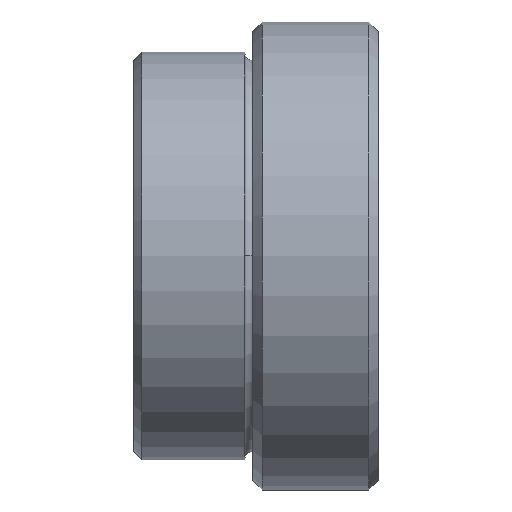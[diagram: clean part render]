
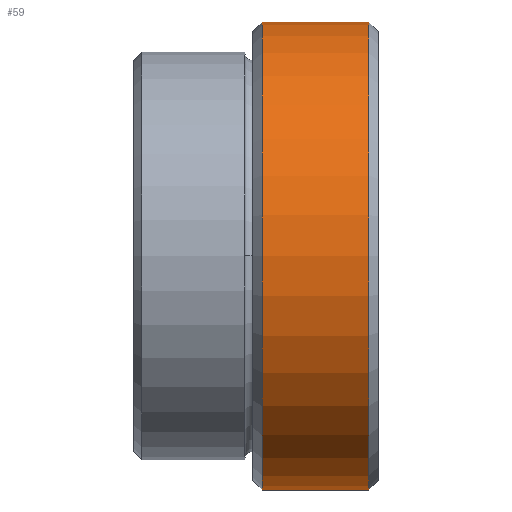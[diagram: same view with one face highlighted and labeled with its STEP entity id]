
A CAD part, top view. The second image highlights one B-rep face of the part: STEP entity #59.
In plain terms, the highlighted cylindrical face has radius 20.1 mm (diameter 40.2 mm), a partial arc.
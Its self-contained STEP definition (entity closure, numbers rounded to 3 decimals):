
#59=ADVANCED_FACE('',(#135),#136,.T.);
#135=FACE_OUTER_BOUND('',#226,.T.);
#136=CYLINDRICAL_SURFACE('',#227,20.1);
#226=EDGE_LOOP('',(#331,#332,#333,#334));
#227=AXIS2_PLACEMENT_3D('',#335,#336,#337);
#331=ORIENTED_EDGE('',*,*,#539,.F.);
#332=ORIENTED_EDGE('',*,*,#532,.T.);
#333=ORIENTED_EDGE('',*,*,#540,.F.);
#334=ORIENTED_EDGE('',*,*,#541,.F.);
#335=CARTESIAN_POINT('',(15.61,0.0,0.0));
#336=DIRECTION('',(1.0,0.0,0.0));
#337=DIRECTION('',(0.0,1.0,0.0));
#532=EDGE_CURVE('',#622,#626,#628,.T.);
#539=EDGE_CURVE('',#622,#639,#640,.T.);
#540=EDGE_CURVE('',#641,#626,#642,.T.);
#541=EDGE_CURVE('',#639,#641,#643,.T.);
#622=VERTEX_POINT('',#739);
#626=VERTEX_POINT('',#744);
#628=CIRCLE('',#747,20.1);
#639=VERTEX_POINT('',#758);
#640=LINE('',#759,#760);
#641=VERTEX_POINT('',#761);
#642=LINE('',#762,#763);
#643=CIRCLE('',#764,20.1);
#739=CARTESIAN_POINT('',(11.024,20.1,0.0));
#744=CARTESIAN_POINT('',(11.024,-20.1,0.));
#747=AXIS2_PLACEMENT_3D('',#878,#879,#880);
#758=CARTESIAN_POINT('',(20.196,20.1,0.0));
#759=CARTESIAN_POINT('',(15.61,20.1,0.));
#760=VECTOR('',#893,1.0);
#761=CARTESIAN_POINT('',(20.196,-20.1,0.));
#762=CARTESIAN_POINT('',(15.61,-20.1,0.));
#763=VECTOR('',#894,1.0);
#764=AXIS2_PLACEMENT_3D('',#895,#896,#897);
#878=CARTESIAN_POINT('',(11.024,0.0,0.0));
#879=DIRECTION('',(1.0,0.0,0.0));
#880=DIRECTION('',(0.0,1.0,0.0));
#893=DIRECTION('',(1.0,0.0,0.0));
#894=DIRECTION('',(-1.0,-0.0,-0.0));
#895=CARTESIAN_POINT('',(20.196,0.0,0.0));
#896=DIRECTION('',(1.0,0.0,0.0));
#897=DIRECTION('',(0.0,1.0,0.0));
